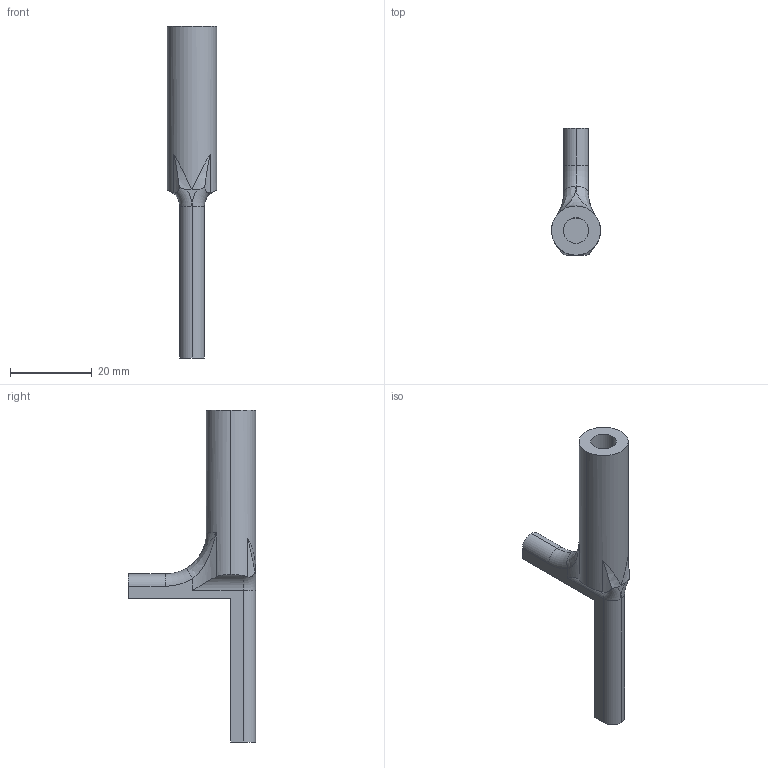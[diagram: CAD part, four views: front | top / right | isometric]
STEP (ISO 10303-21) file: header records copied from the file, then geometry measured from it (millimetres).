
FILE_DESCRIPTION (( 'STEP AP203' ), '1' );
FILE_NAME ('Mirror holder.STEP', '2020-07-30T11:38:59', ( '' ), ( '' ), 'SwSTEP 2.0', 'SolidWorks 2018', '' );
FILE_SCHEMA (( 'CONFIG_CONTROL_DESIGN' ));
Length unit declared in the file: millimetre
Products named in the file (1): Mirror holder
Bounding box: 12 x 31 x 81 mm (x, y, z)
Volume: 5689 mm3; surface area: 3818.3 mm2
Topology: 1 solids, 1 shells, 38 faces, 95 edges, 56 vertices
Faces by surface type: cylinder 17, plane 12, torus 5, bspline 4
Entity records: 1513 total; most frequent: CARTESIAN_POINT 592, ORIENTED_EDGE 182, DIRECTION 168, EDGE_CURVE 91, AXIS2_PLACEMENT_3D 64, VERTEX_POINT 56, VECTOR 40, LINE 40
